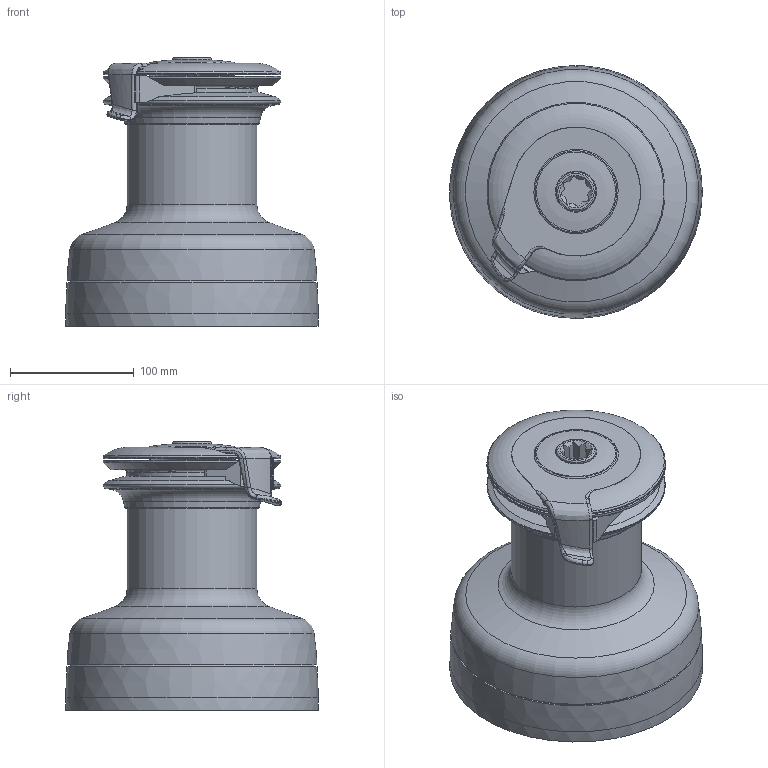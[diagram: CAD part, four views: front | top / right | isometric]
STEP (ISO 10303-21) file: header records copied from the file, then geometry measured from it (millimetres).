
FILE_DESCRIPTION(/* description */ (''),/* implementation_level */ '2;1');
FILE_NAME(/* name */ 'XT52.stp',/* time_stamp */ '2016-03-25T15:51:23+01:00',/* author */ ('gianni'),/* organization */ (''),/* preprocessor_version */ 'ST-DEVELOPER v16.1',/* originating_system */ 'Autodesk Inventor 2016',/* authorisation */ '');
FILE_SCHEMA (('AUTOMOTIVE_DESIGN { 1 0 10303 214 3 1 1 }'));
Length unit declared in the file: millimetre
Products named in the file (1): XT52
Bounding box: 204 x 204 x 216.6 mm (x, y, z)
Volume: 3825928.8 mm3; surface area: 216137.2 mm2
Topology: 1 solids, 1 shells, 187 faces, 476 edges, 305 vertices
Faces by surface type: plane 61, cylinder 60, bspline 33, torus 20, cone 13
Full cylindrical faces by diameter (mm): 8.25 x6, 13.52 x1, 31.72 x1, 32.2 x1, 105 x2, 106 x1, 144 x3, 204 x1
Entity records: 7652 total; most frequent: CARTESIAN_POINT 3554, ORIENTED_EDGE 860, DIRECTION 780, EDGE_CURVE 430, AXIS2_PLACEMENT_3D 327, VERTEX_POINT 297, EDGE_LOOP 243, FACE_OUTER_BOUND 187
